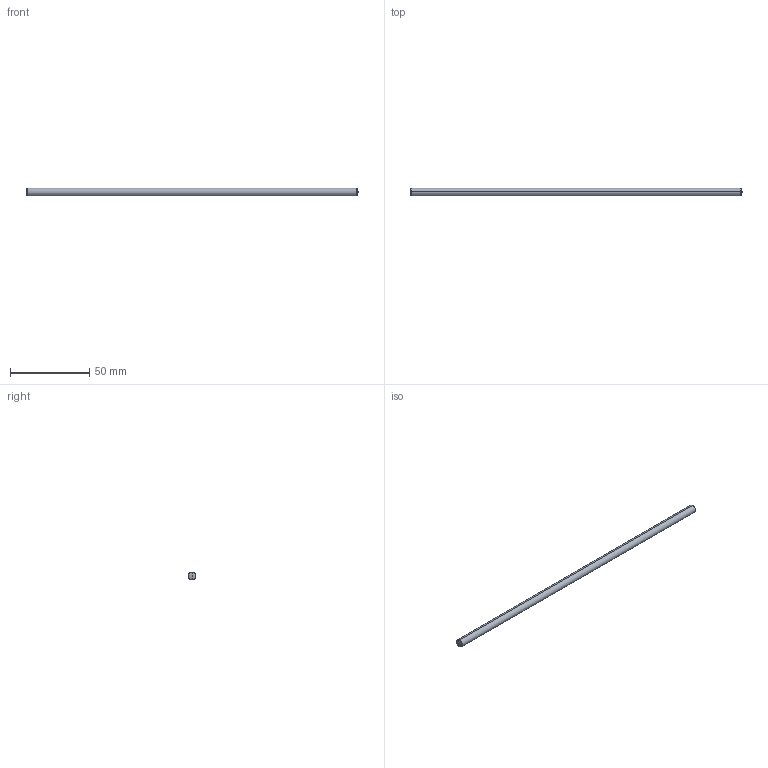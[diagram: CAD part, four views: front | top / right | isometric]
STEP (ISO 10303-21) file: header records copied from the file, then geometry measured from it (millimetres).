
FILE_DESCRIPTION (( 'STEP AP214' ), '1' );
FILE_NAME ('Carriage - Ratchets Axle.STEP', '2025-07-06T08:34:31', ( '' ), ( '' ), 'SwSTEP 2.0', 'SolidWorks 2025', '' );
FILE_SCHEMA (( 'AUTOMOTIVE_DESIGN' ));
Length unit declared in the file: millimetre
Products named in the file (1): Carriage - Ratchets Axle
Bounding box: 209.97 x 5 x 5 mm (x, y, z)
Volume: 4113.1 mm3; surface area: 3321.6 mm2
Topology: 1 solids, 1 shells, 10 faces, 16 edges, 8 vertices
Faces by surface type: cone 4, sphere 4, cylinder 2
Entity records: 260 total; most frequent: DIRECTION 48, CARTESIAN_POINT 35, ORIENTED_EDGE 32, AXIS2_PLACEMENT_3D 21, EDGE_CURVE 16, EDGE_LOOP 10, CIRCLE 10, ADVANCED_FACE 10
